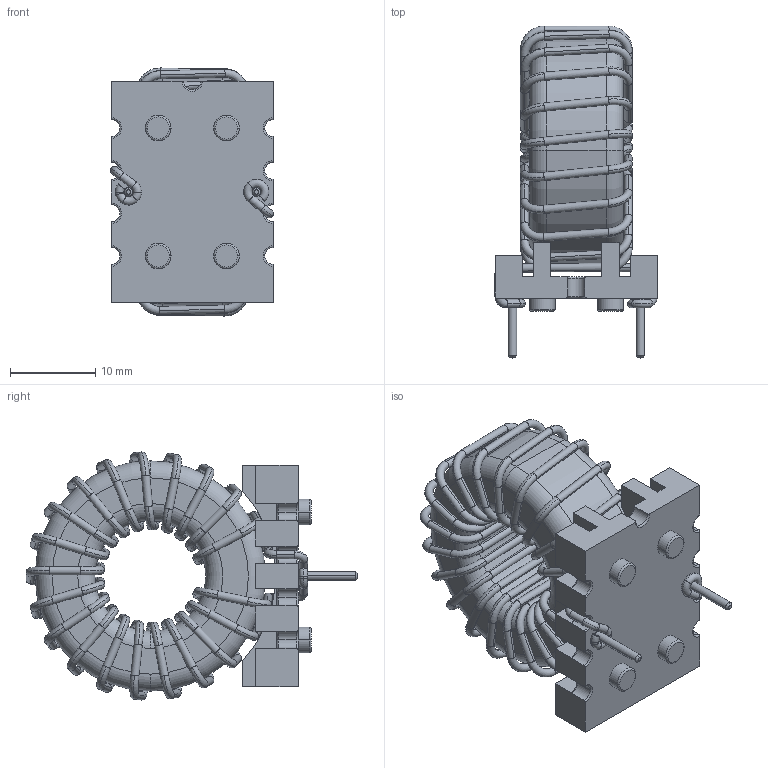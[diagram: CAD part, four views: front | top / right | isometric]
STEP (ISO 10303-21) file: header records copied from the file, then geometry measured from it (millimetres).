
FILE_DESCRIPTION (( 'STEP AP214' ), '1' );
FILE_NAME ('User Library-Part6-4.STEP', '2013-05-25T18:05:03', ( 'Windows User' ), ( '' ), 'SwSTEP 2.0', 'SolidWorks 2013', '' );
FILE_SCHEMA (( 'AUTOMOTIVE_DESIGN' ));
Length unit declared in the file: millimetre
Products named in the file (1): User Library-Part6-4
Bounding box: 19.11 x 38.92 x 29.08 mm (x, y, z)
Volume: 6932.1 mm3; surface area: 6283.7 mm2
Topology: 3 solids, 3 shells, 579 faces, 1577 edges, 1010 vertices
Faces by surface type: torus 297, cylinder 203, plane 71, cone 4, bspline 4
Entity records: 25455 total; most frequent: DIRECTION 3886, CARTESIAN_POINT 3369, ORIENTED_EDGE 3154, AXIS2_PLACEMENT_3D 1759, EDGE_CURVE 1577, CIRCLE 1183, VERTEX_POINT 1010, EDGE_LOOP 587
